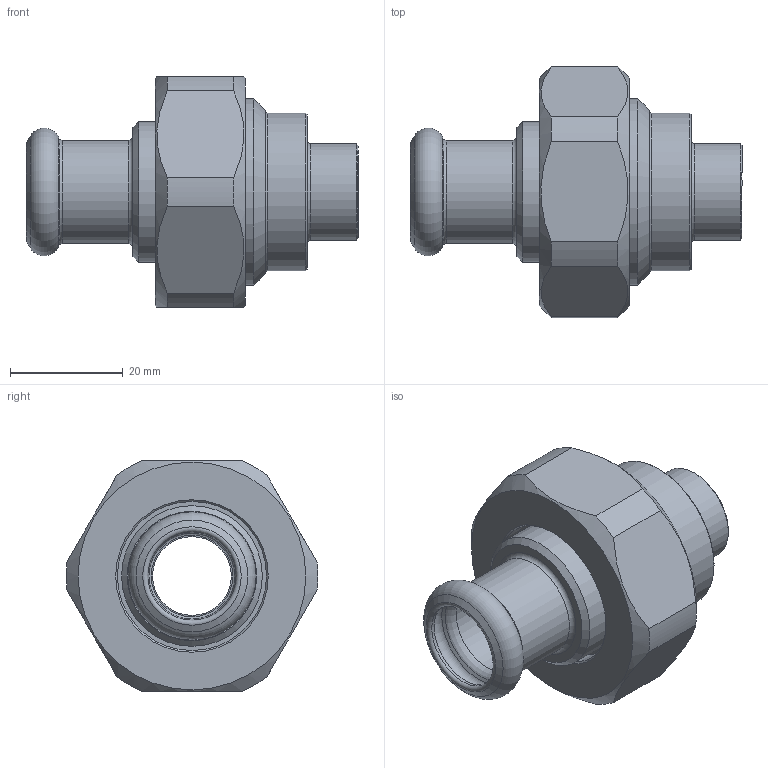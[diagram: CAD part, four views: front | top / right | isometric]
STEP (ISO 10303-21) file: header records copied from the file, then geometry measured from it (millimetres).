
FILE_DESCRIPTION(/* description */ (''),/* implementation_level */ '2;1');
FILE_NAME(/* name */ '3D_R666-PME-SG-15-DN25-17.2_1711305118.stp',/* time_stamp */ '2021-07-19T14:00:09+02:00',/* author */ ('cad'),/* organization */ (''),/* preprocessor_version */ 'ST-DEVELOPER v18.1',/* originating_system */ 'Autodesk Inventor 2022',/* authorisation */ '');
FILE_SCHEMA (('AUTOMOTIVE_DESIGN { 1 0 10303 214 3 1 1 }'));
Length unit declared in the file: millimetre
Products named in the file (4): 3D_R666-PME-SG-15-DN25-17.2_1711305118; 3D_R666-M-DN25_17113930; 3D_R666-SG-17.2-DN25_17113748; 3D_R666-PME-15-DN25_171134910
Assembly tree (3 placements, depth 2):
  3D_R666-PME-SG-15-DN25-17.2_1711305118
    3D_R666-M-DN25_17113930
    3D_R666-SG-17.2-DN25_17113748
    3D_R666-PME-15-DN25_171134910
Bounding box: 59 x 44.68 x 41 mm (x, y, z)
Volume: 28750.9 mm3; surface area: 14250.4 mm2
Topology: 3 solids, 3 shells, 64 faces, 142 edges, 89 vertices
Faces by surface type: cone 19, cylinder 18, plane 17, torus 10
Full cylindrical faces by diameter (mm): 14 x2, 15.3 x1, 15.7 x1, 17.2 x1, 18.3 x1, 25 x1, 26.5 x1, 28 x1, 29.5 x1, 30.291 x1, 33.1 x1
Entity records: 1949 total; most frequent: DIRECTION 359, CARTESIAN_POINT 326, ORIENTED_EDGE 284, AXIS2_PLACEMENT_3D 158, EDGE_CURVE 142, VERTEX_POINT 89, CIRCLE 87, EDGE_LOOP 75
